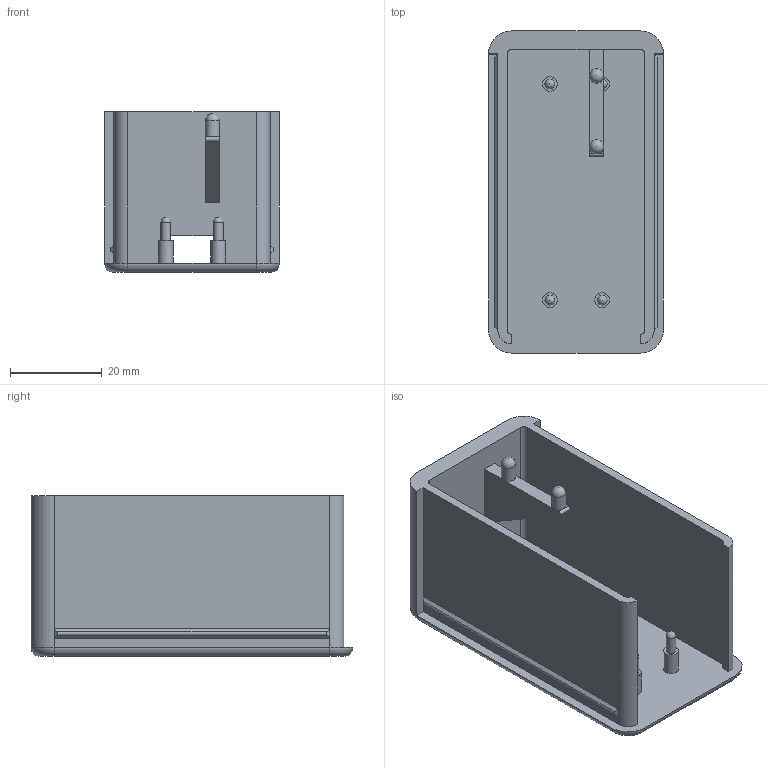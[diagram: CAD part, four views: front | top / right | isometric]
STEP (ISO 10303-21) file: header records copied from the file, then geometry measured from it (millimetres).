
FILE_DESCRIPTION(/* description */ (''),/* implementation_level */ '2;1');
FILE_NAME(/* name */ 'Bottom.step',/* time_stamp */ '2025-04-20T08:54:48-03:00',/* author */ (''),/* organization */ (''),/* preprocessor_version */ 'ST-DEVELOPER v20.1',/* originating_system */ 'Autodesk Translation Framework v14.4.0.0',/* authorisation */ '');
FILE_SCHEMA (('AUTOMOTIVE_DESIGN { 1 0 10303 214 3 1 1 }'));
Length unit declared in the file: millimetre
Products named in the file (1): Bottom
Bounding box: 38 x 70 x 35 mm (x, y, z)
Volume: 18987.1 mm3; surface area: 17518.5 mm2
Topology: 1 solids, 1 shells, 78 faces, 203 edges, 128 vertices
Faces by surface type: plane 39, cylinder 29, sphere 6, torus 4
Full cylindrical faces by diameter (mm): 2.1 x4, 3.1 x2, 3.2 x4
Entity records: 2422 total; most frequent: DIRECTION 431, CARTESIAN_POINT 428, ORIENTED_EDGE 394, EDGE_CURVE 197, AXIS2_PLACEMENT_3D 158, VERTEX_POINT 128, LINE 115, VECTOR 115
